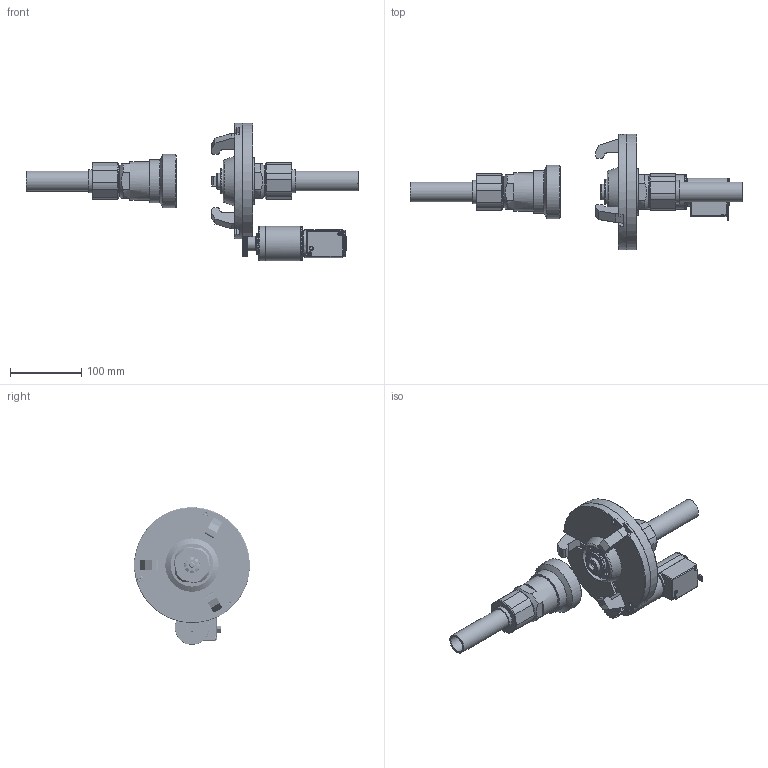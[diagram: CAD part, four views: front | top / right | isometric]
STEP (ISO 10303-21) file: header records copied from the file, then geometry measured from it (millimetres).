
FILE_DESCRIPTION(('FreeCAD Model'),'2;1');
FILE_NAME('Open CASCADE Shape Model','2025-04-27T09:40:34',('FreeCAD'),( 'FreeCAD'),'Open CASCADE STEP processor 7.6','FreeCAD','Unknown');
FILE_SCHEMA(('AUTOMOTIVE_DESIGN { 1 0 10303 214 1 1 1 1 }'));
Products named in the file (1): Open CASCADE STEP translator 7.6 1
Bounding box: 465.47 x 162.32 x 192.94 mm (x, y, z)
Volume: 884828 mm3; surface area: 367843.5 mm2
Topology: 55 solids, 57 shells, 2090 faces, 5469 edges, 3537 vertices
Faces by surface type: bspline 2090
Entity records: 103096 total; most frequent: CARTESIAN_POINT 71959, ORIENTED_EDGE 10676, EDGE_CURVE 5425, VERTEX_POINT 3537, B_SPLINE_CURVE_WITH_KNOTS 3508, FACE_BOUND 2396, EDGE_LOOP 2396, ADVANCED_FACE 2090
